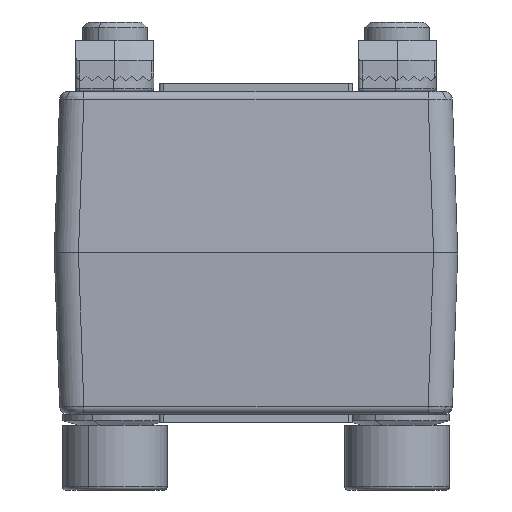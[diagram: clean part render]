
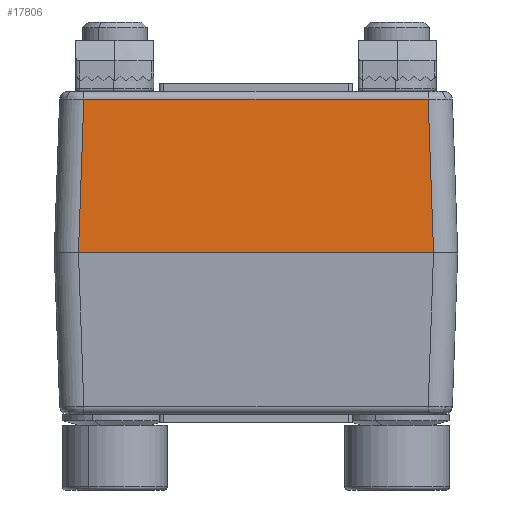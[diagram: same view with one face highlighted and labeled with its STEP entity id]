
A CAD part, left-side view. The second image highlights one B-rep face of the part: STEP entity #17806.
In plain terms, the highlighted planar face has unit normal (-0.999, 0, 0.035).
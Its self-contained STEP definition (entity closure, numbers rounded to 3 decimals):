
#342 = LINE ( 'NONE', #14567, #8058 ) ;
#1473 = DIRECTION ( 'NONE',  ( -0.035, 0.035, -0.999 ) ) ;
#2262 = CARTESIAN_POINT ( 'NONE',  ( -35.335, -21.337, 19.035 ) ) ;
#3510 = VERTEX_POINT ( 'NONE', #2262 ) ;
#3967 = ORIENTED_EDGE ( 'NONE', *, *, #12497, .T. ) ;
#4306 = CARTESIAN_POINT ( 'NONE',  ( -35.335, 21.337, 19.035 ) ) ;
#4634 = AXIS2_PLACEMENT_3D ( 'NONE', #17717, #7515, #11905 ) ;
#5060 = LINE ( 'NONE', #15699, #11152 ) ;
#5123 = EDGE_LOOP ( 'NONE', ( #13835, #5997, #3967, #5733 ) ) ;
#5733 = ORIENTED_EDGE ( 'NONE', *, *, #16613, .T. ) ;
#5997 = ORIENTED_EDGE ( 'NONE', *, *, #9664, .T. ) ;
#7223 = VERTEX_POINT ( 'NONE', #4306 ) ;
#7515 = DIRECTION ( 'NONE',  ( -0.999, 0., 0.035 ) ) ;
#7898 = LINE ( 'NONE', #8116, #15183 ) ;
#8058 = VECTOR ( 'NONE', #1473, 1000. ) ;
#8116 = CARTESIAN_POINT ( 'NONE',  ( -35.335, 21.303, 19.035 ) ) ;
#9664 = EDGE_CURVE ( 'NONE', #3510, #7223, #7898, .T. ) ;
#10436 = PLANE ( 'NONE',  #4634 ) ;
#10839 = FACE_OUTER_BOUND ( 'NONE', #5123, .T. ) ;
#10873 = CARTESIAN_POINT ( 'NONE',  ( -35.943, -21.945, 1.637 ) ) ;
#11152 = VECTOR ( 'NONE', #18646, 1000. ) ;
#11905 = DIRECTION ( 'NONE',  ( 0.035, 0., 0.999 ) ) ;
#12497 = EDGE_CURVE ( 'NONE', #7223, #16497, #342, .T. ) ;
#12708 = EDGE_CURVE ( 'NONE', #15926, #3510, #16025, .T. ) ;
#13059 = VECTOR ( 'NONE', #15130, 1000. ) ;
#13835 = ORIENTED_EDGE ( 'NONE', *, *, #12708, .T. ) ;
#13924 = CARTESIAN_POINT ( 'NONE',  ( -36., 22.002, 0. ) ) ;
#14567 = CARTESIAN_POINT ( 'NONE',  ( -36.004, 22.005, -0.104 ) ) ;
#15130 = DIRECTION ( 'NONE',  ( 0.035, 0.035, 0.999 ) ) ;
#15183 = VECTOR ( 'NONE', #15369, 1000. ) ;
#15369 = DIRECTION ( 'NONE',  ( 0., 1., 0. ) ) ;
#15699 = CARTESIAN_POINT ( 'NONE',  ( -36., 25., 0. ) ) ;
#15926 = VERTEX_POINT ( 'NONE', #18474 ) ;
#16025 = LINE ( 'NONE', #10873, #13059 ) ;
#16497 = VERTEX_POINT ( 'NONE', #13924 ) ;
#16613 = EDGE_CURVE ( 'NONE', #16497, #15926, #5060, .T. ) ;
#17717 = CARTESIAN_POINT ( 'NONE',  ( -36., 25., 0. ) ) ;
#17806 = ADVANCED_FACE ( 'NONE', ( #10839 ), #10436, .T. ) ;
#18474 = CARTESIAN_POINT ( 'NONE',  ( -36., -22.002, 0. ) ) ;
#18646 = DIRECTION ( 'NONE',  ( 0., -1., 0. ) ) ;
